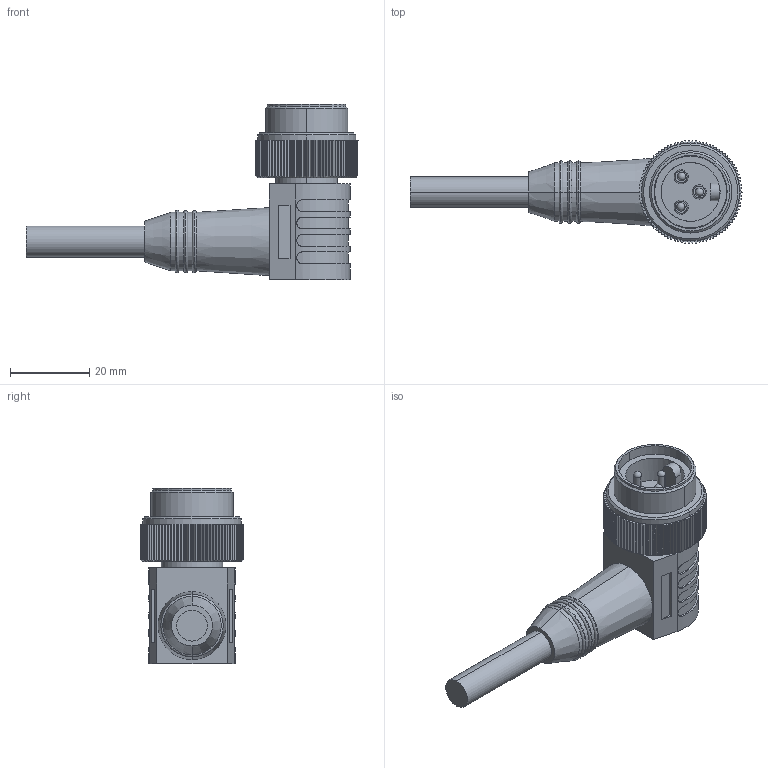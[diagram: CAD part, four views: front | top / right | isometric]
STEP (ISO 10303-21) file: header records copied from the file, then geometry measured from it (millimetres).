
FILE_DESCRIPTION((''),'2;1');
FILE_NAME('MLZ3-M_ASM','2019-04-25T',('Administrator'),(''),'PRO/ENGINEER BY PARAMETRIC TECHNOLOGY CORPORATION, 2012480','PRO/ENGINEER BY PARAMETRIC TECHNOLOGY CORPORATION, 2012480','');
FILE_SCHEMA(('CONFIG_CONTROL_DESIGN'));
Length unit declared in the file: millimetre
Products named in the file (1): MLZ3-M_ASM
Bounding box: 84 x 25.99 x 44.3 mm (x, y, z)
Volume: 22492.9 mm3; surface area: 11230 mm2
Topology: 1 solids, 9 shells, 504 faces, 1369 edges, 894 vertices
Faces by surface type: plane 254, cylinder 203, cone 32, torus 12, sphere 3
Entity records: 16683 total; most frequent: CARTESIAN_POINT 3943, ORIENTED_EDGE 2714, DIRECTION 2619, EDGE_CURVE 1357, AXIS2_PLACEMENT_3D 976, VERTEX_POINT 894, VECTOR 667, LINE 667
